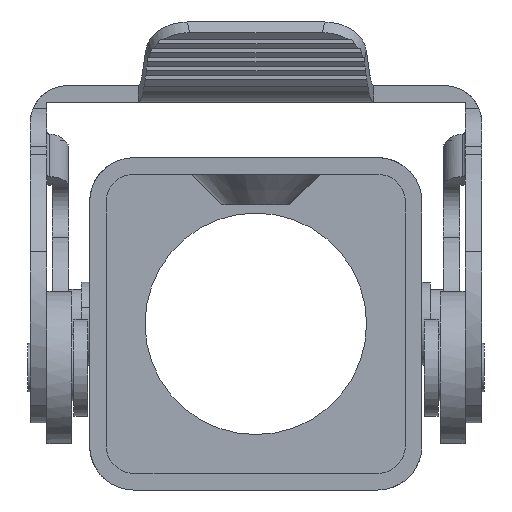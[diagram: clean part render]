
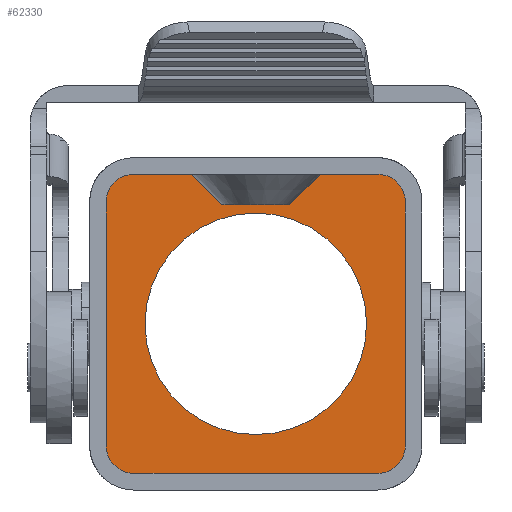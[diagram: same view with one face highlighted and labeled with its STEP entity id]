
A CAD part, front view. The second image highlights one B-rep face of the part: STEP entity #62330.
In plain terms, the highlighted face is planar.
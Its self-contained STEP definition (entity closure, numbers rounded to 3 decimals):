
#14110=CARTESIAN_POINT('',(34.466,40.359,43.5));
#14120=VERTEX_POINT('',#14110);
#14150=CARTESIAN_POINT('',(42.466,40.359,43.5));
#14160=DIRECTION('',(0.,0.,-1.));
#14170=DIRECTION('',(-1.,0.,0.));
#14180=AXIS2_PLACEMENT_3D('',#14150,#14160,#14170);
#14190=CIRCLE('',#14180,8.);
#14200=CARTESIAN_POINT('',(50.466,40.359,43.5));
#14210=VERTEX_POINT('',#14200);
#14220=EDGE_CURVE('',#14210,#14120,#14190,.T.);
#21330=EDGE_CURVE('',#14120,#14210,#14190,.T.);
#23390=CARTESIAN_POINT('',(37.816,51.159,43.5));
#23400=VERTEX_POINT('',#23390);
#23430=CARTESIAN_POINT('',(88.975,0.,43.5));
#23440=DIRECTION('',(0.707,-0.707,0.));
#23450=VECTOR('',#23440,1.);
#23460=LINE('',#23430,#23450);
#23470=CARTESIAN_POINT('',(40.016,48.959,43.5));
#23480=VERTEX_POINT('',#23470);
#23490=EDGE_CURVE('',#23400,#23480,#23460,.T.);
#24250=CARTESIAN_POINT('',(0.,48.959,43.5));
#24260=DIRECTION('',(-1.,0.,0.));
#24270=VECTOR('',#24260,1.);
#24280=LINE('',#24250,#24270);
#24290=CARTESIAN_POINT('',(44.916,48.959,43.5));
#24300=VERTEX_POINT('',#24290);
#24310=EDGE_CURVE('',#24300,#23480,#24280,.T.);
#30140=CARTESIAN_POINT('',(0.,4.043,43.5));
#30150=DIRECTION('',(0.707,0.707,0.));
#30160=VECTOR('',#30150,1.);
#30170=LINE('',#30140,#30160);
#30180=CARTESIAN_POINT('',(47.116,51.159,43.5));
#30190=VERTEX_POINT('',#30180);
#30200=EDGE_CURVE('',#24300,#30190,#30170,.T.);
#31280=CARTESIAN_POINT('',(33.666,29.559,43.5));
#31290=VERTEX_POINT('',#31280);
#31320=CARTESIAN_POINT('',(33.666,31.559,43.5));
#31330=DIRECTION('',(0.,0.,-1.));
#31340=DIRECTION('',(-1.,0.,0.));
#31350=AXIS2_PLACEMENT_3D('',#31320,#31330,#31340);
#31360=CIRCLE('',#31350,2.);
#31370=CARTESIAN_POINT('',(31.666,31.559,43.5));
#31380=VERTEX_POINT('',#31370);
#31390=EDGE_CURVE('',#31290,#31380,#31360,.T.);
#33590=CARTESIAN_POINT('',(51.266,29.559,43.5));
#33600=VERTEX_POINT('',#33590);
#33630=CARTESIAN_POINT('',(31.666,29.559,43.5));
#33640=DIRECTION('',(1.,0.,0.));
#33650=VECTOR('',#33640,1.);
#33660=LINE('',#33630,#33650);
#33670=EDGE_CURVE('',#31290,#33600,#33660,.T.);
#33900=CARTESIAN_POINT('',(33.666,51.159,43.5));
#33910=VERTEX_POINT('',#33900);
#33940=CARTESIAN_POINT('',(53.266,51.159,43.5));
#33950=DIRECTION('',(-1.,0.,0.));
#33960=VECTOR('',#33950,1.);
#33970=LINE('',#33940,#33960);
#33980=EDGE_CURVE('',#23400,#33910,#33970,.T.);
#34090=CARTESIAN_POINT('',(51.266,51.159,43.5));
#34100=VERTEX_POINT('',#34090);
#34110=EDGE_CURVE('',#34100,#30190,#33970,.T.);
#34390=CARTESIAN_POINT('',(31.666,49.159,43.5));
#34400=VERTEX_POINT('',#34390);
#34430=CARTESIAN_POINT('',(33.666,49.159,43.5));
#34440=DIRECTION('',(0.,0.,-1.));
#34450=DIRECTION('',(-1.,0.,0.));
#34460=AXIS2_PLACEMENT_3D('',#34430,#34440,#34450);
#34470=CIRCLE('',#34460,2.);
#34480=EDGE_CURVE('',#34400,#33910,#34470,.T.);
#37060=CARTESIAN_POINT('',(53.266,31.559,43.5));
#37070=VERTEX_POINT('',#37060);
#37100=CARTESIAN_POINT('',(51.266,31.559,43.5));
#37110=DIRECTION('',(0.,0.,-1.));
#37120=DIRECTION('',(-1.,0.,0.));
#37130=AXIS2_PLACEMENT_3D('',#37100,#37110,#37120);
#37140=CIRCLE('',#37130,2.);
#37150=EDGE_CURVE('',#37070,#33600,#37140,.T.);
#37740=CARTESIAN_POINT('',(53.266,49.159,43.5));
#37750=VERTEX_POINT('',#37740);
#37780=CARTESIAN_POINT('',(53.266,29.559,43.5));
#37790=DIRECTION('',(0.,1.,0.));
#37800=VECTOR('',#37790,1.);
#37810=LINE('',#37780,#37800);
#37820=EDGE_CURVE('',#37070,#37750,#37810,.T.);
#38420=CARTESIAN_POINT('',(51.266,49.159,43.5));
#38430=DIRECTION('',(0.,0.,-1.));
#38440=DIRECTION('',(-1.,0.,0.));
#38450=AXIS2_PLACEMENT_3D('',#38420,#38430,#38440);
#38460=CIRCLE('',#38450,2.);
#38470=EDGE_CURVE('',#34100,#37750,#38460,.T.);
#61920=CARTESIAN_POINT('',(31.666,51.159,43.5));
#61930=DIRECTION('',(0.,-1.,0.));
#61940=VECTOR('',#61930,1.);
#61950=LINE('',#61920,#61940);
#61960=EDGE_CURVE('',#34400,#31380,#61950,.T.);
#62100=CARTESIAN_POINT('',(42.466,40.359,43.5));
#62110=DIRECTION('',(0.,0.,-1.));
#62120=DIRECTION('',(-1.,0.,0.));
#62130=AXIS2_PLACEMENT_3D('',#62100,#62110,#62120);
#62140=PLANE('',#62130);
#62150=ORIENTED_EDGE('',*,*,#38470,.T.);
#62160=ORIENTED_EDGE('',*,*,#34110,.F.);
#62170=ORIENTED_EDGE('',*,*,#30200,.T.);
#62180=ORIENTED_EDGE('',*,*,#24310,.F.);
#62190=ORIENTED_EDGE('',*,*,#23490,.T.);
#62200=ORIENTED_EDGE('',*,*,#33980,.F.);
#62210=ORIENTED_EDGE('',*,*,#34480,.T.);
#62220=ORIENTED_EDGE('',*,*,#61960,.F.);
#62230=ORIENTED_EDGE('',*,*,#31390,.T.);
#62240=ORIENTED_EDGE('',*,*,#33670,.F.);
#62250=ORIENTED_EDGE('',*,*,#37150,.T.);
#62260=ORIENTED_EDGE('',*,*,#37820,.F.);
#62270=EDGE_LOOP('',(#62260,#62250,#62240,#62230,#62220,#62210,#62200,
#62190,#62180,#62170,#62160,#62150));
#62280=FACE_OUTER_BOUND('',#62270,.T.);
#62290=ORIENTED_EDGE('',*,*,#21330,.F.);
#62300=ORIENTED_EDGE('',*,*,#14220,.F.);
#62310=EDGE_LOOP('',(#62300,#62290));
#62320=FACE_BOUND('',#62310,.T.);
#62330=ADVANCED_FACE('',(#62280,#62320),#62140,.T.);
